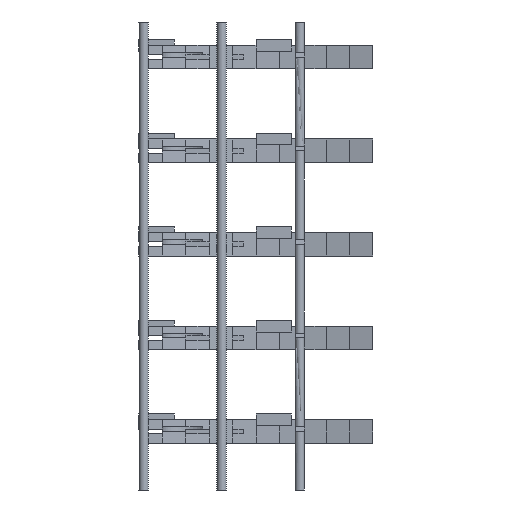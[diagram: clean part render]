
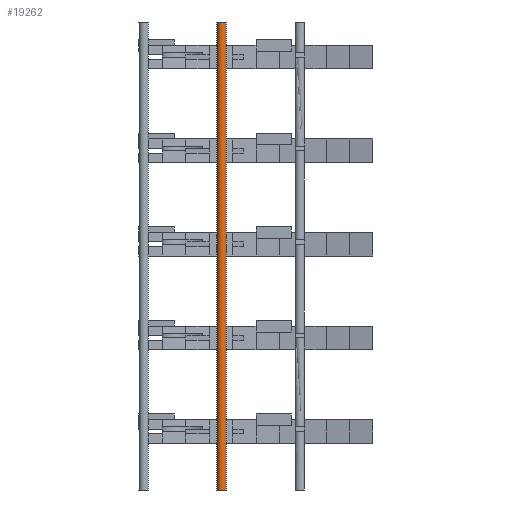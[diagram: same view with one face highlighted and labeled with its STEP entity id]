
A CAD part, front view. The second image highlights one B-rep face of the part: STEP entity #19262.
In plain terms, the highlighted cylindrical face has radius 2 mm (diameter 4 mm), a full revolution.
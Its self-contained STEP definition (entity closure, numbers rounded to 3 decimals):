
#19262 = ADVANCED_FACE('',(#19263),#19276,.T.);
#19263 = FACE_BOUND('',#19264,.T.);
#19264 = EDGE_LOOP('',(#19265,#19299,#19322,#19349));
#19265 = ORIENTED_EDGE('',*,*,#19266,.F.);
#19266 = EDGE_CURVE('',#19267,#19267,#19269,.T.);
#19267 = VERTEX_POINT('',#19268);
#19268 = CARTESIAN_POINT('',(37.333,6.242,180.));
#19269 = SURFACE_CURVE('',#19270,(#19275,#19287),.PCURVE_S1.);
#19270 = CIRCLE('',#19271,2.);
#19271 = AXIS2_PLACEMENT_3D('',#19272,#19273,#19274);
#19272 = CARTESIAN_POINT('',(35.333,6.242,180.));
#19273 = DIRECTION('',(0.,0.,1.));
#19274 = DIRECTION('',(1.,0.,0.));
#19275 = PCURVE('',#19276,#19281);
#19276 = CYLINDRICAL_SURFACE('',#19277,2.);
#19277 = AXIS2_PLACEMENT_3D('',#19278,#19279,#19280);
#19278 = CARTESIAN_POINT('',(35.333,6.242,140.));
#19279 = DIRECTION('',(0.,0.,1.));
#19280 = DIRECTION('',(1.,0.,0.));
#19281 = DEFINITIONAL_REPRESENTATION('',(#19282),#19286);
#19282 = LINE('',#19283,#19284);
#19283 = CARTESIAN_POINT('',(0.,40.));
#19284 = VECTOR('',#19285,1.);
#19285 = DIRECTION('',(1.,0.));
#19286 = ( GEOMETRIC_REPRESENTATION_CONTEXT(2) 
PARAMETRIC_REPRESENTATION_CONTEXT() REPRESENTATION_CONTEXT('2D SPACE',''
  ) );
#19287 = PCURVE('',#19288,#19293);
#19288 = PLANE('',#19289);
#19289 = AXIS2_PLACEMENT_3D('',#19290,#19291,#19292);
#19290 = CARTESIAN_POINT('',(35.333,6.242,180.));
#19291 = DIRECTION('',(0.,0.,1.));
#19292 = DIRECTION('',(1.,0.,0.));
#19293 = DEFINITIONAL_REPRESENTATION('',(#19294),#19298);
#19294 = CIRCLE('',#19295,2.);
#19295 = AXIS2_PLACEMENT_2D('',#19296,#19297);
#19296 = CARTESIAN_POINT('',(0.,0.));
#19297 = DIRECTION('',(1.,0.));
#19298 = ( GEOMETRIC_REPRESENTATION_CONTEXT(2) 
PARAMETRIC_REPRESENTATION_CONTEXT() REPRESENTATION_CONTEXT('2D SPACE',''
  ) );
#19299 = ORIENTED_EDGE('',*,*,#19300,.T.);
#19300 = EDGE_CURVE('',#19267,#19301,#19303,.T.);
#19301 = VERTEX_POINT('',#19302);
#19302 = CARTESIAN_POINT('',(37.333,6.242,-20.));
#19303 = SEAM_CURVE('',#19304,(#19308,#19315),.PCURVE_S1.);
#19304 = LINE('',#19305,#19306);
#19305 = CARTESIAN_POINT('',(37.333,6.242,180.));
#19306 = VECTOR('',#19307,1.);
#19307 = DIRECTION('',(0.,0.,-1.));
#19308 = PCURVE('',#19276,#19309);
#19309 = DEFINITIONAL_REPRESENTATION('',(#19310),#19314);
#19310 = LINE('',#19311,#19312);
#19311 = CARTESIAN_POINT('',(0.,40.));
#19312 = VECTOR('',#19313,1.);
#19313 = DIRECTION('',(-0.,-1.));
#19314 = ( GEOMETRIC_REPRESENTATION_CONTEXT(2) 
PARAMETRIC_REPRESENTATION_CONTEXT() REPRESENTATION_CONTEXT('2D SPACE',''
  ) );
#19315 = PCURVE('',#19276,#19316);
#19316 = DEFINITIONAL_REPRESENTATION('',(#19317),#19321);
#19317 = LINE('',#19318,#19319);
#19318 = CARTESIAN_POINT('',(6.283,40.));
#19319 = VECTOR('',#19320,1.);
#19320 = DIRECTION('',(-0.,-1.));
#19321 = ( GEOMETRIC_REPRESENTATION_CONTEXT(2) 
PARAMETRIC_REPRESENTATION_CONTEXT() REPRESENTATION_CONTEXT('2D SPACE',''
  ) );
#19322 = ORIENTED_EDGE('',*,*,#19323,.T.);
#19323 = EDGE_CURVE('',#19301,#19301,#19324,.T.);
#19324 = SURFACE_CURVE('',#19325,(#19330,#19337),.PCURVE_S1.);
#19325 = CIRCLE('',#19326,2.);
#19326 = AXIS2_PLACEMENT_3D('',#19327,#19328,#19329);
#19327 = CARTESIAN_POINT('',(35.333,6.242,-20.));
#19328 = DIRECTION('',(0.,0.,1.));
#19329 = DIRECTION('',(1.,0.,0.));
#19330 = PCURVE('',#19276,#19331);
#19331 = DEFINITIONAL_REPRESENTATION('',(#19332),#19336);
#19332 = LINE('',#19333,#19334);
#19333 = CARTESIAN_POINT('',(0.,-160.));
#19334 = VECTOR('',#19335,1.);
#19335 = DIRECTION('',(1.,0.));
#19336 = ( GEOMETRIC_REPRESENTATION_CONTEXT(2) 
PARAMETRIC_REPRESENTATION_CONTEXT() REPRESENTATION_CONTEXT('2D SPACE',''
  ) );
#19337 = PCURVE('',#19338,#19343);
#19338 = PLANE('',#19339);
#19339 = AXIS2_PLACEMENT_3D('',#19340,#19341,#19342);
#19340 = CARTESIAN_POINT('',(35.333,6.242,-20.));
#19341 = DIRECTION('',(0.,0.,1.));
#19342 = DIRECTION('',(1.,0.,0.));
#19343 = DEFINITIONAL_REPRESENTATION('',(#19344),#19348);
#19344 = CIRCLE('',#19345,2.);
#19345 = AXIS2_PLACEMENT_2D('',#19346,#19347);
#19346 = CARTESIAN_POINT('',(0.,0.));
#19347 = DIRECTION('',(1.,0.));
#19348 = ( GEOMETRIC_REPRESENTATION_CONTEXT(2) 
PARAMETRIC_REPRESENTATION_CONTEXT() REPRESENTATION_CONTEXT('2D SPACE',''
  ) );
#19349 = ORIENTED_EDGE('',*,*,#19300,.F.);
